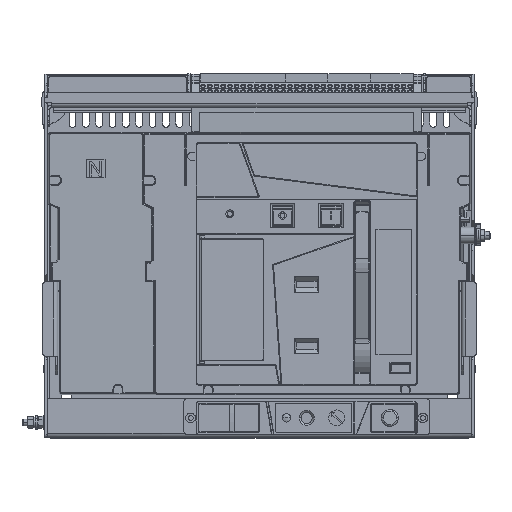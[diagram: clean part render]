
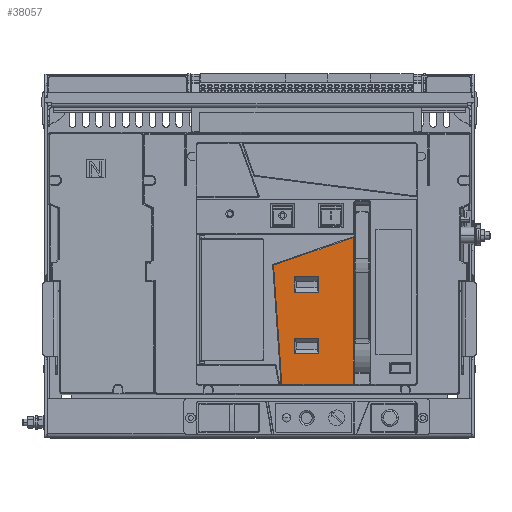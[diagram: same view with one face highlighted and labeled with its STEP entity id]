
A CAD part, top view. The second image highlights one B-rep face of the part: STEP entity #38057.
In plain terms, the highlighted face is planar.
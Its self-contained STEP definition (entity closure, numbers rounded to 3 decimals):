
#483 = CARTESIAN_POINT ( 'NONE',  ( 254.5, -2.303, -10.245 ) ) ;
#1133 = EDGE_CURVE ( 'NONE', #98663, #69117, #3323, .T. ) ;
#1334 = EDGE_CURVE ( 'NONE', #68075, #100277, #104105, .T. ) ;
#1709 = CARTESIAN_POINT ( 'NONE',  ( 394.1, -51.803, -10.33 ) ) ;
#3323 = LINE ( 'NONE', #102045, #114932 ) ;
#6035 = VECTOR ( 'NONE', #29843, 1000. ) ;
#6322 = EDGE_LOOP ( 'NONE', ( #58052, #33549, #136955, #74550 ) ) ;
#6489 = DIRECTION ( 'NONE',  ( 0., 1., 0.002 ) ) ;
#8286 = EDGE_CURVE ( 'NONE', #69117, #76754, #48614, .T. ) ;
#8364 = VERTEX_POINT ( 'NONE', #59836 ) ;
#11922 = LINE ( 'NONE', #87557, #40614 ) ;
#12235 = FACE_OUTER_BOUND ( 'NONE', #6322, .T. ) ;
#12396 = LINE ( 'NONE', #128696, #50128 ) ;
#14301 = ORIENTED_EDGE ( 'NONE', *, *, #83850, .T. ) ;
#17049 = LINE ( 'NONE', #110966, #61371 ) ;
#18891 = EDGE_CURVE ( 'NONE', #110603, #58448, #41799, .T. ) ;
#23935 = CARTESIAN_POINT ( 'NONE',  ( 308.727, 103.692, -10.062 ) ) ;
#25760 = CARTESIAN_POINT ( 'NONE',  ( 254.5, 16.297, -10.213 ) ) ;
#26059 = EDGE_CURVE ( 'NONE', #108945, #110603, #67751, .T. ) ;
#29843 = DIRECTION ( 'NONE',  ( -0.07, -0.998, -0.002 ) ) ;
#30887 = EDGE_CURVE ( 'NONE', #100277, #90754, #93512, .T. ) ;
#33483 = DIRECTION ( 'NONE',  ( -1., 0., 0. ) ) ;
#33549 = ORIENTED_EDGE ( 'NONE', *, *, #84693, .T. ) ;
#33984 = EDGE_LOOP ( 'NONE', ( #63104, #93158, #38453, #133279 ) ) ;
#34602 = EDGE_CURVE ( 'NONE', #58448, #39230, #34765, .T. ) ;
#34647 = DIRECTION ( 'NONE',  ( 0., -0.002, 1. ) ) ;
#34765 = LINE ( 'NONE', #65565, #80780 ) ;
#35065 = VECTOR ( 'NONE', #135460, 1000. ) ;
#36032 = CARTESIAN_POINT ( 'NONE',  ( 254.5, 71.097, -10.118 ) ) ;
#36277 = DIRECTION ( 'NONE',  ( -1., 0., 0. ) ) ;
#36389 = CARTESIAN_POINT ( 'NONE',  ( 283.5, -51.803, -10.33 ) ) ;
#37691 = CARTESIAN_POINT ( 'NONE',  ( 254.5, 89.697, -10.086 ) ) ;
#38057 = ADVANCED_FACE ( 'NONE', ( #12235, #78038, #97683 ), #130596, .F. ) ;
#38453 = ORIENTED_EDGE ( 'NONE', *, *, #71806, .T. ) ;
#39230 = VERTEX_POINT ( 'NONE', #93827 ) ;
#40614 = VECTOR ( 'NONE', #42735, 1000. ) ;
#41799 = LINE ( 'NONE', #104862, #120488 ) ;
#42735 = DIRECTION ( 'NONE',  ( 1., 0., 0. ) ) ;
#47852 = CARTESIAN_POINT ( 'NONE',  ( 213.1, -51.803, -10.33 ) ) ;
#48614 = LINE ( 'NONE', #124955, #35065 ) ;
#50128 = VECTOR ( 'NONE', #97845, 1000. ) ;
#50838 = CARTESIAN_POINT ( 'NONE',  ( 298.361, -44.549, -10.318 ) ) ;
#54475 = ORIENTED_EDGE ( 'NONE', *, *, #34602, .T. ) ;
#56325 = DIRECTION ( 'NONE',  ( -1., 0., 0. ) ) ;
#57673 = LINE ( 'NONE', #47852, #126454 ) ;
#58052 = ORIENTED_EDGE ( 'NONE', *, *, #30887, .T. ) ;
#58448 = VERTEX_POINT ( 'NONE', #483 ) ;
#58986 = CARTESIAN_POINT ( 'NONE',  ( 283.5, 89.697, -10.086 ) ) ;
#59836 = CARTESIAN_POINT ( 'NONE',  ( 283.5, 71.097, -10.118 ) ) ;
#61371 = VECTOR ( 'NONE', #68905, 1000. ) ;
#63104 = ORIENTED_EDGE ( 'NONE', *, *, #8286, .T. ) ;
#64332 = AXIS2_PLACEMENT_3D ( 'NONE', #1709, #34647, #56325 ) ;
#65565 = CARTESIAN_POINT ( 'NONE',  ( 394.1, -2.303, -10.245 ) ) ;
#67751 = LINE ( 'NONE', #130810, #111290 ) ;
#68075 = VERTEX_POINT ( 'NONE', #23935 ) ;
#68905 = DIRECTION ( 'NONE',  ( 0.945, -0.327, -0.001 ) ) ;
#69117 = VERTEX_POINT ( 'NONE', #37691 ) ;
#71126 = CARTESIAN_POINT ( 'NONE',  ( 298.763, -38.803, -10.308 ) ) ;
#71806 = EDGE_CURVE ( 'NONE', #8364, #98663, #99417, .T. ) ;
#73406 = ORIENTED_EDGE ( 'NONE', *, *, #26059, .T. ) ;
#74550 = ORIENTED_EDGE ( 'NONE', *, *, #1334, .T. ) ;
#76754 = VERTEX_POINT ( 'NONE', #36032 ) ;
#78038 = FACE_BOUND ( 'NONE', #33984, .T. ) ;
#79370 = EDGE_LOOP ( 'NONE', ( #98405, #54475, #14301, #73406 ) ) ;
#80780 = VECTOR ( 'NONE', #97117, 1000. ) ;
#83850 = EDGE_CURVE ( 'NONE', #39230, #108945, #12396, .T. ) ;
#84693 = EDGE_CURVE ( 'NONE', #90754, #136550, #57673, .T. ) ;
#87524 = DIRECTION ( 'NONE',  ( 0., 1., 0.002 ) ) ;
#87557 = CARTESIAN_POINT ( 'NONE',  ( 394.1, 71.097, -10.118 ) ) ;
#89009 = CARTESIAN_POINT ( 'NONE',  ( 213.1, -38.803, -10.308 ) ) ;
#90754 = VERTEX_POINT ( 'NONE', #89009 ) ;
#93158 = ORIENTED_EDGE ( 'NONE', *, *, #107850, .T. ) ;
#93512 = LINE ( 'NONE', #126435, #105985 ) ;
#93827 = CARTESIAN_POINT ( 'NONE',  ( 283.5, -2.303, -10.245 ) ) ;
#95156 = CARTESIAN_POINT ( 'NONE',  ( 213.1, 136.753, -10.005 ) ) ;
#97117 = DIRECTION ( 'NONE',  ( 1., 0., 0. ) ) ;
#97683 = FACE_BOUND ( 'NONE', #79370, .T. ) ;
#97845 = DIRECTION ( 'NONE',  ( 0., 1., 0.002 ) ) ;
#98405 = ORIENTED_EDGE ( 'NONE', *, *, #18891, .T. ) ;
#98663 = VERTEX_POINT ( 'NONE', #58986 ) ;
#98902 = VECTOR ( 'NONE', #87524, 1000. ) ;
#99417 = LINE ( 'NONE', #36389, #98902 ) ;
#100277 = VERTEX_POINT ( 'NONE', #71126 ) ;
#102045 = CARTESIAN_POINT ( 'NONE',  ( 394.1, 89.697, -10.086 ) ) ;
#102203 = CARTESIAN_POINT ( 'NONE',  ( 283.5, 16.297, -10.213 ) ) ;
#104105 = LINE ( 'NONE', #50838, #6035 ) ;
#104862 = CARTESIAN_POINT ( 'NONE',  ( 254.5, -51.803, -10.33 ) ) ;
#105985 = VECTOR ( 'NONE', #124368, 1000. ) ;
#107120 = EDGE_CURVE ( 'NONE', #136550, #68075, #17049, .T. ) ;
#107850 = EDGE_CURVE ( 'NONE', #76754, #8364, #11922, .T. ) ;
#108945 = VERTEX_POINT ( 'NONE', #102203 ) ;
#110603 = VERTEX_POINT ( 'NONE', #25760 ) ;
#110966 = CARTESIAN_POINT ( 'NONE',  ( 433.869, 60.427, -10.137 ) ) ;
#111290 = VECTOR ( 'NONE', #33483, 1000. ) ;
#114932 = VECTOR ( 'NONE', #36277, 1000. ) ;
#120488 = VECTOR ( 'NONE', #126587, 1000. ) ;
#124368 = DIRECTION ( 'NONE',  ( -1., 0., 0. ) ) ;
#124955 = CARTESIAN_POINT ( 'NONE',  ( 254.5, -51.803, -10.33 ) ) ;
#126435 = CARTESIAN_POINT ( 'NONE',  ( 219.1, -38.803, -10.308 ) ) ;
#126454 = VECTOR ( 'NONE', #6489, 1000. ) ;
#126587 = DIRECTION ( 'NONE',  ( 0., -1., -0.002 ) ) ;
#128696 = CARTESIAN_POINT ( 'NONE',  ( 283.5, -51.803, -10.33 ) ) ;
#130596 = PLANE ( 'NONE',  #64332 ) ;
#130810 = CARTESIAN_POINT ( 'NONE',  ( 394.1, 16.297, -10.213 ) ) ;
#133279 = ORIENTED_EDGE ( 'NONE', *, *, #1133, .T. ) ;
#135460 = DIRECTION ( 'NONE',  ( 0., -1., -0.002 ) ) ;
#136550 = VERTEX_POINT ( 'NONE', #95156 ) ;
#136955 = ORIENTED_EDGE ( 'NONE', *, *, #107120, .T. ) ;
